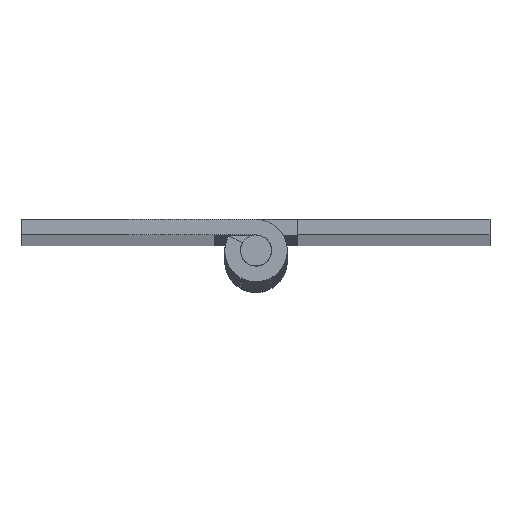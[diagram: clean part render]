
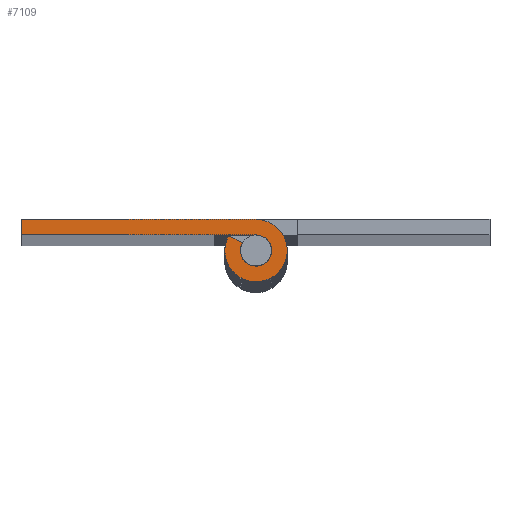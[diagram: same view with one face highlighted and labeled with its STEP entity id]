
A CAD part, top view. The second image highlights one B-rep face of the part: STEP entity #7109.
In plain terms, the highlighted free-form (B-spline) face has degree [1, 1] with [2, 2] control points.
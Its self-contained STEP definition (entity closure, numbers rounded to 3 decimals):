
#7032=CARTESIAN_POINT('',(-23.772,3.3,600.0));
#7033=CARTESIAN_POINT('',(4.229,3.3,600.0));
#7034=CARTESIAN_POINT('',(-23.772,-3.299,600.0));
#7035=CARTESIAN_POINT('',(4.229,-3.299,600.0));
#7036=B_SPLINE_SURFACE_WITH_KNOTS('',1,1,((#7032,#7034),(#7033,#7035)),.UNSPECIFIED.,.F.,.F.,.U.,(2,2),(2,2),(0.0,28.001),(0.0,6.599),.UNSPECIFIED.);
#7037=CARTESIAN_POINT('',(0.,3.0,600.0));
#7038=VERTEX_POINT('',#7037);
#7039=CARTESIAN_POINT('',(-22.5,3.0,600.0));
#7040=VERTEX_POINT('',#7039);
#7041=CARTESIAN_POINT('',(0.,3.0,600.0));
#7042=CARTESIAN_POINT('',(-22.5,3.0,600.0));
#7043=QUASI_UNIFORM_CURVE('',1,(#7041,#7042),.UNSPECIFIED.,.F.,.U.);
#7044=EDGE_CURVE('',#7038,#7040,#7043,.T.);
#7045=ORIENTED_EDGE('',*,*,#7044,.T.);
#7046=CARTESIAN_POINT('',(-22.5,1.5,600.0));
#7047=VERTEX_POINT('',#7046);
#7048=CARTESIAN_POINT('',(-22.5,3.0,600.0));
#7049=CARTESIAN_POINT('',(-22.5,1.5,600.0));
#7050=QUASI_UNIFORM_CURVE('',1,(#7048,#7049),.UNSPECIFIED.,.F.,.U.);
#7051=EDGE_CURVE('',#7040,#7047,#7050,.T.);
#7052=ORIENTED_EDGE('',*,*,#7051,.T.);
#7053=CARTESIAN_POINT('',(0.0,1.5,600.0));
#7054=VERTEX_POINT('',#7053);
#7055=CARTESIAN_POINT('',(-22.5,1.5,600.0));
#7056=CARTESIAN_POINT('',(0.0,1.5,600.0));
#7057=QUASI_UNIFORM_CURVE('',1,(#7055,#7056),.UNSPECIFIED.,.F.,.U.);
#7058=EDGE_CURVE('',#7047,#7054,#7057,.T.);
#7059=ORIENTED_EDGE('',*,*,#7058,.T.);
#7060=CARTESIAN_POINT('',(-1.313,0.725,600.0));
#7061=VERTEX_POINT('',#7060);
#7062=CARTESIAN_POINT('',(-1.313,0.725,600.0));
#7063=CARTESIAN_POINT('',(-1.867,-0.278,600.));
#7064=CARTESIAN_POINT('',(-1.045,-1.076,600.0));
#7065=CARTESIAN_POINT('',(-0.224,-1.874,600.));
#7066=CARTESIAN_POINT('',(0.762,-1.292,600.0));
#7067=CARTESIAN_POINT('',(1.749,-0.71,600.));
#7068=CARTESIAN_POINT('',(1.447,0.395,600.0));
#7069=CARTESIAN_POINT('',(1.145,1.5,600.));
#7070=CARTESIAN_POINT('',(0.0,1.5,600.0));
#7078=(BOUNDED_CURVE()B_SPLINE_CURVE(2,(#7062,#7063,#7064,#7065,#7066,#7067,#7068,#7069,#7070),.UNSPECIFIED.,.F.,.U.)B_SPLINE_CURVE_WITH_KNOTS((3,2,2,2,3),(0.0,0.25,0.5,0.75,1.0),.UNSPECIFIED.)CURVE()GEOMETRIC_REPRESENTATION_ITEM()RATIONAL_B_SPLINE_CURVE((1.0,0.795,1.0,0.795,1.0,0.795,1.0,0.795,1.0))REPRESENTATION_ITEM(''));
#7079=EDGE_CURVE('',#7061,#7054,#7078,.T.);
#7080=ORIENTED_EDGE('',*,*,#7079,.F.);
#7081=CARTESIAN_POINT('',(-2.626,1.45,600.0));
#7082=VERTEX_POINT('',#7081);
#7083=CARTESIAN_POINT('',(-1.313,0.725,600.0));
#7084=CARTESIAN_POINT('',(-2.626,1.45,600.0));
#7085=QUASI_UNIFORM_CURVE('',1,(#7083,#7084),.UNSPECIFIED.,.F.,.U.);
#7086=EDGE_CURVE('',#7061,#7082,#7085,.T.);
#7087=ORIENTED_EDGE('',*,*,#7086,.T.);
#7088=CARTESIAN_POINT('',(-2.626,1.45,600.0));
#7089=CARTESIAN_POINT('',(-3.733,-0.555,600.));
#7090=CARTESIAN_POINT('',(-2.091,-2.152,600.0));
#7091=CARTESIAN_POINT('',(-0.448,-3.748,600.));
#7092=CARTESIAN_POINT('',(1.525,-2.584,600.0));
#7093=CARTESIAN_POINT('',(3.497,-1.419,600.));
#7094=CARTESIAN_POINT('',(2.894,0.79,600.0));
#7095=CARTESIAN_POINT('',(2.291,3.,600.));
#7096=CARTESIAN_POINT('',(0.0,3.0,600.0));
#7104=(BOUNDED_CURVE()B_SPLINE_CURVE(2,(#7088,#7089,#7090,#7091,#7092,#7093,#7094,#7095,#7096),.UNSPECIFIED.,.F.,.U.)B_SPLINE_CURVE_WITH_KNOTS((3,2,2,2,3),(0.0,0.25,0.5,0.75,1.0),.UNSPECIFIED.)CURVE()GEOMETRIC_REPRESENTATION_ITEM()RATIONAL_B_SPLINE_CURVE((1.0,0.795,1.0,0.795,1.0,0.795,1.0,0.795,1.0))REPRESENTATION_ITEM(''));
#7105=EDGE_CURVE('',#7082,#7038,#7104,.T.);
#7106=ORIENTED_EDGE('',*,*,#7105,.T.);
#7107=EDGE_LOOP('',(#7045,#7052,#7059,#7080,#7087,#7106));
#7108=FACE_OUTER_BOUND('',#7107,.T.);
#7109=ADVANCED_FACE('',(#7108),#7036,.F.);
